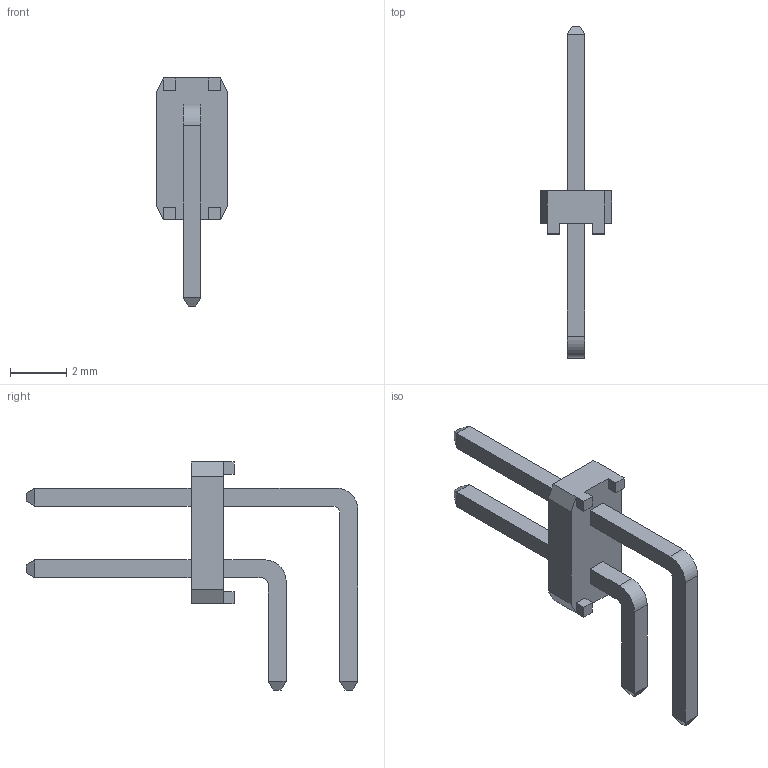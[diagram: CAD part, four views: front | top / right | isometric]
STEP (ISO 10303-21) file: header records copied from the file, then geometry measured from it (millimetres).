
FILE_DESCRIPTION(/* description */ (''),/* implementation_level */ '2;1');
FILE_NAME(/* name */ 'SAMTEC_TLW-101-01-F-D-RA.stp',/* time_stamp */ '2017-09-18T16:47:00+02:00',/* author */ ('riccim'),/* organization */ ('SolidWorks'),/* preprocessor_version */ 'ST-DEVELOPER v16.5',/* originating_system */ 'AutoCAD Mechanical',/* authorisation */ ' ');
FILE_SCHEMA (('AUTOMOTIVE_DESIGN { 1 0 10303 214 3 1 1 }'));
Length unit declared in the file: millimetre
Products named in the file (1): Product
Bounding box: 2.54 x 11.75 x 8.08 mm (x, y, z)
Volume: 25.9 mm3; surface area: 127.9 mm2
Topology: 5 solids, 5 shells, 82 faces, 196 edges, 124 vertices
Faces by surface type: plane 78, cylinder 4
Entity records: 2358 total; most frequent: CARTESIAN_POINT 403, ORIENTED_EDGE 392, DIRECTION 370, EDGE_CURVE 196, LINE 188, VECTOR 188, VERTEX_POINT 124, AXIS2_PLACEMENT_3D 91
